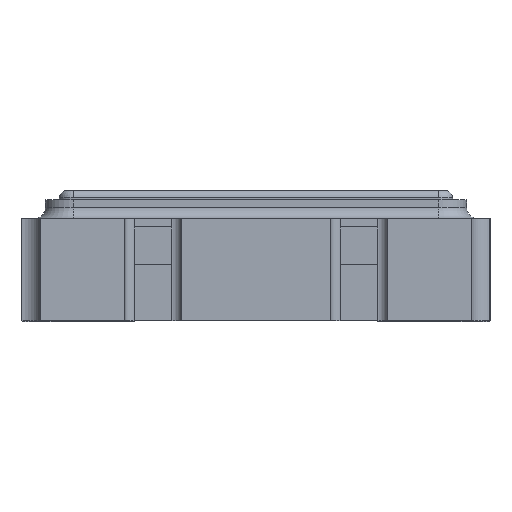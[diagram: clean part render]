
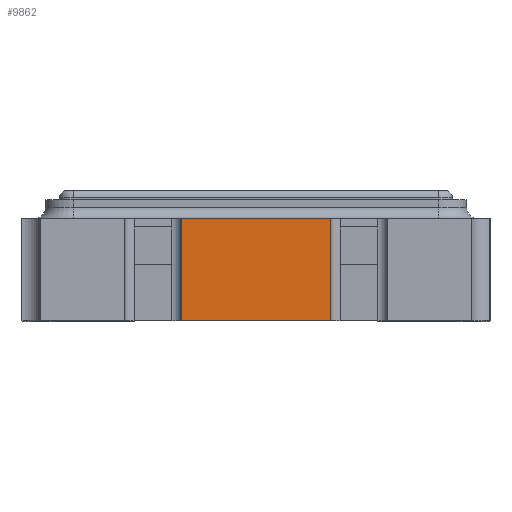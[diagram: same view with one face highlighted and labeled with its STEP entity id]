
A CAD part, left-side view. The second image highlights one B-rep face of the part: STEP entity #9862.
In plain terms, the highlighted planar face has unit normal (-1, 0, 0).
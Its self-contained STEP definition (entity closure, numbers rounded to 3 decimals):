
#466 = AXIS2_PLACEMENT_3D ( 'NONE', #3112, #12196, #3030 ) ;
#796 = EDGE_CURVE ( 'NONE', #8251, #10631, #12370, .T. ) ;
#1307 = EDGE_CURVE ( 'NONE', #2987, #6596, #10853, .T. ) ;
#2005 = CARTESIAN_POINT ( 'NONE',  ( -3.5, 0., 1.1 ) ) ;
#2179 = DIRECTION ( 'NONE',  ( 0., 0., -1. ) ) ;
#2319 = VECTOR ( 'NONE', #2179, 1000. ) ;
#2651 = EDGE_CURVE ( 'NONE', #8251, #2987, #13829, .T. ) ;
#2987 = VERTEX_POINT ( 'NONE', #13980 ) ;
#3030 = DIRECTION ( 'NONE',  ( 0., 1., 0. ) ) ;
#3112 = CARTESIAN_POINT ( 'NONE',  ( -3.5, 0., 1.1 ) ) ;
#4496 = FACE_OUTER_BOUND ( 'NONE', #13340, .T. ) ;
#4543 = CARTESIAN_POINT ( 'NONE',  ( -3.5, -0.8, 1.1 ) ) ;
#5389 = ORIENTED_EDGE ( 'NONE', *, *, #796, .T. ) ;
#5597 = PLANE ( 'NONE',  #466 ) ;
#6596 = VERTEX_POINT ( 'NONE', #14850 ) ;
#7574 = CARTESIAN_POINT ( 'NONE',  ( -3.5, 0.8, 0.01 ) ) ;
#7755 = ORIENTED_EDGE ( 'NONE', *, *, #2651, .F. ) ;
#8251 = VERTEX_POINT ( 'NONE', #10173 ) ;
#9862 = ADVANCED_FACE ( 'NONE', ( #4496 ), #5597, .F. ) ;
#9931 = DIRECTION ( 'NONE',  ( 0., -1., 0. ) ) ;
#10156 = EDGE_CURVE ( 'NONE', #10631, #6596, #14076, .T. ) ;
#10173 = CARTESIAN_POINT ( 'NONE',  ( -3.5, 0.8, 1.1 ) ) ;
#10631 = VERTEX_POINT ( 'NONE', #7574 ) ;
#10853 = LINE ( 'NONE', #4543, #11711 ) ;
#11055 = CARTESIAN_POINT ( 'NONE',  ( -3.5, 0., 0.01 ) ) ;
#11121 = DIRECTION ( 'NONE',  ( 0., 0., -1. ) ) ;
#11162 = ORIENTED_EDGE ( 'NONE', *, *, #10156, .T. ) ;
#11711 = VECTOR ( 'NONE', #11121, 1000. ) ;
#12034 = VECTOR ( 'NONE', #9931, 1000. ) ;
#12196 = DIRECTION ( 'NONE',  ( 1., 0., 0. ) ) ;
#12370 = LINE ( 'NONE', #14010, #2319 ) ;
#13340 = EDGE_LOOP ( 'NONE', ( #11162, #15127, #7755, #5389 ) ) ;
#13829 = LINE ( 'NONE', #2005, #12034 ) ;
#13980 = CARTESIAN_POINT ( 'NONE',  ( -3.5, -0.8, 1.1 ) ) ;
#13981 = DIRECTION ( 'NONE',  ( 0., -1., 0. ) ) ;
#14010 = CARTESIAN_POINT ( 'NONE',  ( -3.5, 0.8, 1.1 ) ) ;
#14076 = LINE ( 'NONE', #11055, #16780 ) ;
#14850 = CARTESIAN_POINT ( 'NONE',  ( -3.5, -0.8, 0.01 ) ) ;
#15127 = ORIENTED_EDGE ( 'NONE', *, *, #1307, .F. ) ;
#16780 = VECTOR ( 'NONE', #13981, 1000. ) ;
